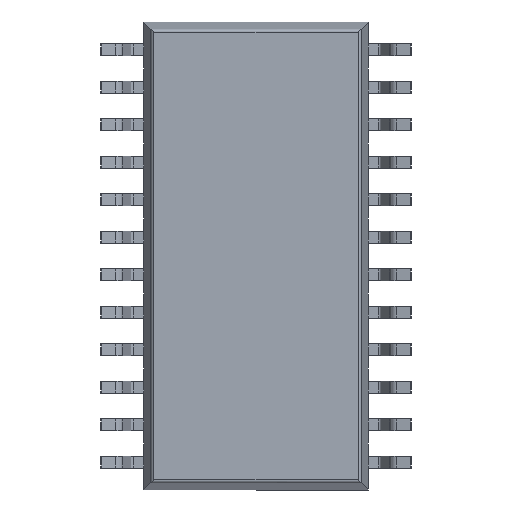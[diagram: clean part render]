
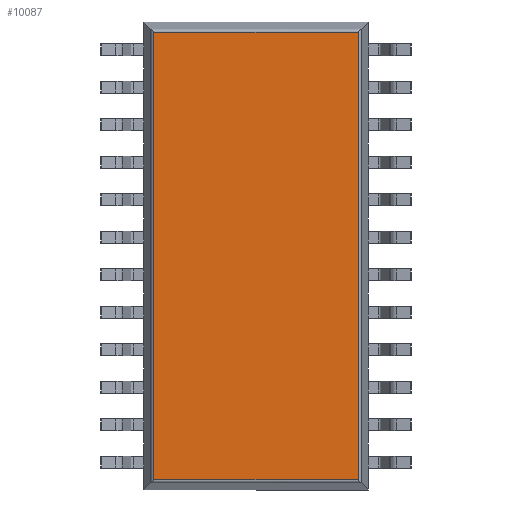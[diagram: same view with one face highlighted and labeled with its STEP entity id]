
A CAD part, front view. The second image highlights one B-rep face of the part: STEP entity #10087.
In plain terms, the highlighted planar face has unit normal (0, -1, 0).
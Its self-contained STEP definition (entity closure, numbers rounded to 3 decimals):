
#4640 = CARTESIAN_POINT ( 'NONE',  ( 3.46, 0.15, -7.585 ) ) ;
#4677 = DIRECTION ( 'NONE',  ( 1., 0., 0. ) ) ;
#4678 = VECTOR ( 'NONE', #4677, 1000. ) ;
#4679 = CARTESIAN_POINT ( 'NONE',  ( -3.8, 0.15, -7.585 ) ) ;
#4680 = LINE ( 'NONE', #4679, #4678 ) ;
#4690 = CARTESIAN_POINT ( 'NONE',  ( 3.46, 0.15, 7.585 ) ) ;
#4691 = DIRECTION ( 'NONE',  ( 0., 0., 1. ) ) ;
#4692 = VECTOR ( 'NONE', #4691, 1000. ) ;
#4693 = CARTESIAN_POINT ( 'NONE',  ( 3.46, 0.15, -7.925 ) ) ;
#4694 = LINE ( 'NONE', #4693, #4692 ) ;
#4728 = FACE_OUTER_BOUND ( 'NONE', #10081, .T. ) ;
#4743 = DIRECTION ( 'NONE',  ( -1., 0., 0. ) ) ;
#4744 = VECTOR ( 'NONE', #4743, 1000. ) ;
#4745 = CARTESIAN_POINT ( 'NONE',  ( -3.8, 0.15, 7.585 ) ) ;
#4746 = LINE ( 'NONE', #4745, #4744 ) ;
#4754 = CARTESIAN_POINT ( 'NONE',  ( -3.46, 0.15, -7.585 ) ) ;
#4764 = CARTESIAN_POINT ( 'NONE',  ( -3.46, 0.15, 7.585 ) ) ;
#4765 = DIRECTION ( 'NONE',  ( 0., 0., -1. ) ) ;
#4766 = VECTOR ( 'NONE', #4765, 1000. ) ;
#4767 = CARTESIAN_POINT ( 'NONE',  ( -3.46, 0.15, -7.925 ) ) ;
#4768 = LINE ( 'NONE', #4767, #4766 ) ;
#4769 = DIRECTION ( 'NONE',  ( 0., 0., -1. ) ) ;
#4770 = DIRECTION ( 'NONE',  ( 0., -1., 0. ) ) ;
#4771 = CARTESIAN_POINT ( 'NONE',  ( -3.8, 0.15, -7.925 ) ) ;
#4772 = AXIS2_PLACEMENT_3D ( 'NONE', #4771, #4770, #4769 ) ;
#4773 = PLANE ( 'NONE',  #4772 ) ;
#10058 = VERTEX_POINT ( 'NONE', #4640 ) ;
#10059 = EDGE_CURVE ( 'NONE', #10058, #10060, #4694, .T. ) ;
#10060 = VERTEX_POINT ( 'NONE', #4690 ) ;
#10066 = EDGE_CURVE ( 'NONE', #10095, #10058, #4680, .T. ) ;
#10070 = ORIENTED_EDGE ( 'NONE', *, *, #10074, .T. ) ;
#10074 = EDGE_CURVE ( 'NONE', #10060, #10089, #4746, .T. ) ;
#10081 = EDGE_LOOP ( 'NONE', ( #10083, #10082, #10144, #10070 ) ) ;
#10082 = ORIENTED_EDGE ( 'NONE', *, *, #10066, .T. ) ;
#10083 = ORIENTED_EDGE ( 'NONE', *, *, #10088, .T. ) ;
#10087 = ADVANCED_FACE ( 'NONE', ( #4728 ), #4773, .T. ) ;
#10088 = EDGE_CURVE ( 'NONE', #10089, #10095, #4768, .T. ) ;
#10089 = VERTEX_POINT ( 'NONE', #4764 ) ;
#10095 = VERTEX_POINT ( 'NONE', #4754 ) ;
#10144 = ORIENTED_EDGE ( 'NONE', *, *, #10059, .T. ) ;
